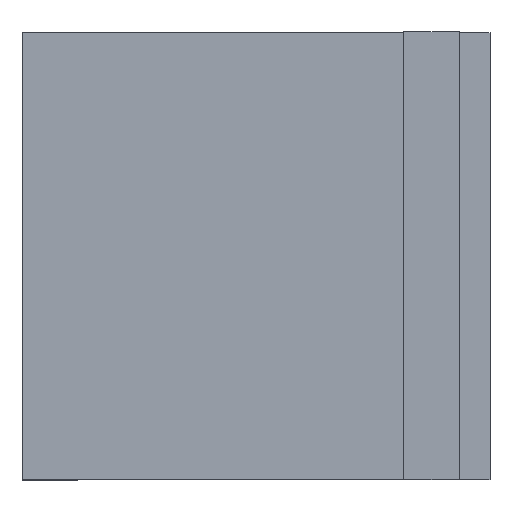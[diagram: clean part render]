
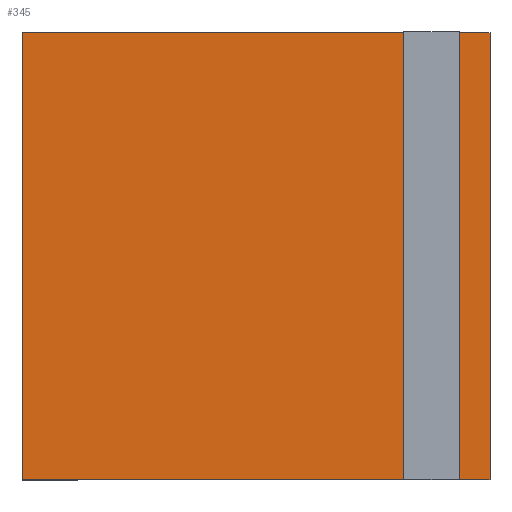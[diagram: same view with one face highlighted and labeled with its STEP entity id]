
A CAD part, top view. The second image highlights one B-rep face of the part: STEP entity #345.
In plain terms, the highlighted planar face has unit normal (0, 0, 1).
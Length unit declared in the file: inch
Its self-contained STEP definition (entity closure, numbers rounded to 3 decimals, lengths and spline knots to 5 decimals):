
#31=FACE_OUTER_BOUND('',#47,.T.);
#47=EDGE_LOOP('',(#261,#262,#263,#264,#265,#266,#267,#268,#269,#270,#271,
#272));
#67=LINE('',#490,#111);
#69=LINE('',#495,#113);
#71=LINE('',#499,#115);
#75=LINE('',#506,#119);
#76=LINE('',#509,#120);
#80=LINE('',#516,#124);
#83=LINE('',#522,#127);
#84=LINE('',#524,#128);
#85=LINE('',#525,#129);
#86=LINE('',#527,#130);
#87=LINE('',#529,#131);
#88=LINE('',#530,#132);
#111=VECTOR('',#401,0.3937);
#113=VECTOR('',#405,0.3937);
#115=VECTOR('',#409,0.3937);
#119=VECTOR('',#413,0.3937);
#120=VECTOR('',#416,0.3937);
#124=VECTOR('',#420,0.3937);
#127=VECTOR('',#427,0.3937);
#128=VECTOR('',#428,0.3937);
#129=VECTOR('',#429,0.3937);
#130=VECTOR('',#430,0.3937);
#131=VECTOR('',#431,0.3937);
#132=VECTOR('',#432,0.3937);
#153=VERTEX_POINT('',#486);
#154=VERTEX_POINT('',#488);
#155=VERTEX_POINT('',#492);
#156=VERTEX_POINT('',#494);
#157=VERTEX_POINT('',#498);
#160=VERTEX_POINT('',#504);
#161=VERTEX_POINT('',#508);
#164=VERTEX_POINT('',#514);
#165=VERTEX_POINT('',#521);
#166=VERTEX_POINT('',#523);
#167=VERTEX_POINT('',#526);
#168=VERTEX_POINT('',#528);
#187=EDGE_CURVE('',#154,#153,#67,.T.);
#189=EDGE_CURVE('',#156,#155,#69,.T.);
#191=EDGE_CURVE('',#157,#156,#71,.T.);
#195=EDGE_CURVE('',#154,#160,#75,.T.);
#196=EDGE_CURVE('',#161,#153,#76,.T.);
#200=EDGE_CURVE('',#155,#164,#80,.T.);
#203=EDGE_CURVE('',#165,#164,#83,.T.);
#204=EDGE_CURVE('',#165,#166,#84,.T.);
#205=EDGE_CURVE('',#166,#161,#85,.T.);
#206=EDGE_CURVE('',#160,#167,#86,.T.);
#207=EDGE_CURVE('',#168,#167,#87,.T.);
#208=EDGE_CURVE('',#157,#168,#88,.T.);
#261=ORIENTED_EDGE('',*,*,#191,.T.);
#262=ORIENTED_EDGE('',*,*,#189,.T.);
#263=ORIENTED_EDGE('',*,*,#200,.T.);
#264=ORIENTED_EDGE('',*,*,#203,.F.);
#265=ORIENTED_EDGE('',*,*,#204,.T.);
#266=ORIENTED_EDGE('',*,*,#205,.T.);
#267=ORIENTED_EDGE('',*,*,#196,.T.);
#268=ORIENTED_EDGE('',*,*,#187,.F.);
#269=ORIENTED_EDGE('',*,*,#195,.T.);
#270=ORIENTED_EDGE('',*,*,#206,.T.);
#271=ORIENTED_EDGE('',*,*,#207,.F.);
#272=ORIENTED_EDGE('',*,*,#208,.F.);
#331=PLANE('',#375);
#345=ADVANCED_FACE('',(#31),#331,.T.);
#375=AXIS2_PLACEMENT_3D('',#520,#425,#426);
#401=DIRECTION('',(-1.,0.,0.));
#405=DIRECTION('',(-1.,0.,0.));
#409=DIRECTION('',(0.,-1.,0.));
#413=DIRECTION('',(0.,-1.,0.));
#416=DIRECTION('',(0.,1.,0.));
#420=DIRECTION('',(0.,1.,0.));
#425=DIRECTION('center_axis',(0.,0.,1.));
#426=DIRECTION('ref_axis',(0.,-1.,0.));
#427=DIRECTION('',(1.,0.,0.));
#428=DIRECTION('',(0.,-1.,0.));
#429=DIRECTION('',(1.,0.,0.));
#430=DIRECTION('',(1.,0.,0.));
#431=DIRECTION('',(0.,-1.,0.));
#432=DIRECTION('',(1.,0.,0.));
#486=CARTESIAN_POINT('',(2.18504,0.15453,1.1811));
#488=CARTESIAN_POINT('',(2.5,0.15453,1.1811));
#490=CARTESIAN_POINT('',(2.5,0.15453,1.1811));
#492=CARTESIAN_POINT('',(2.18504,2.40453,1.1811));
#494=CARTESIAN_POINT('',(2.5,2.40453,1.1811));
#495=CARTESIAN_POINT('',(2.5,2.40453,1.1811));
#498=CARTESIAN_POINT('',(2.5,2.55906,1.1811));
#499=CARTESIAN_POINT('',(2.5,1.27953,1.1811));
#504=CARTESIAN_POINT('',(2.5,0.,1.1811));
#506=CARTESIAN_POINT('',(2.5,1.27953,1.1811));
#508=CARTESIAN_POINT('',(2.18504,0.,1.1811));
#509=CARTESIAN_POINT('',(2.18504,2.55906,1.1811));
#514=CARTESIAN_POINT('',(2.18504,2.55906,1.1811));
#516=CARTESIAN_POINT('',(2.18504,2.55906,1.1811));
#520=CARTESIAN_POINT('Origin',(0.,2.55906,1.1811));
#521=CARTESIAN_POINT('',(0.,2.55906,1.1811));
#522=CARTESIAN_POINT('',(0.15748,2.55906,1.1811));
#523=CARTESIAN_POINT('',(0.,0.,1.1811));
#524=CARTESIAN_POINT('',(0.,2.55906,1.1811));
#525=CARTESIAN_POINT('',(0.,0.,1.1811));
#526=CARTESIAN_POINT('',(2.67717,0.,1.1811));
#527=CARTESIAN_POINT('',(0.,0.,1.1811));
#528=CARTESIAN_POINT('',(2.67717,2.55906,1.1811));
#529=CARTESIAN_POINT('',(2.67717,0.,1.1811));
#530=CARTESIAN_POINT('',(0.15748,2.55906,1.1811));
